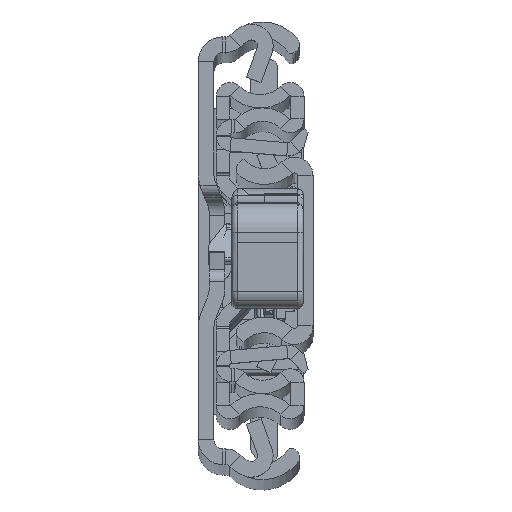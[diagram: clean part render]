
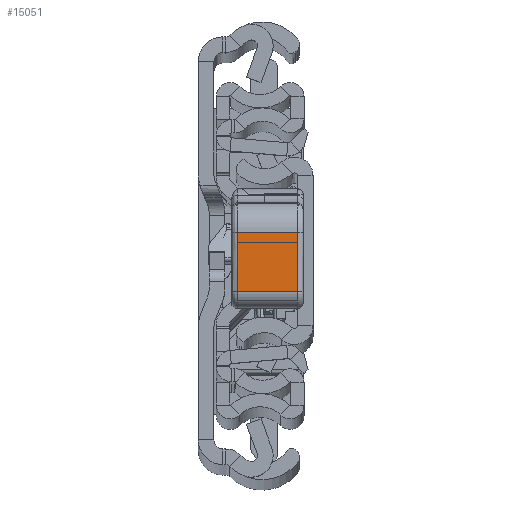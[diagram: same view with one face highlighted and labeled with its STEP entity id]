
A CAD part, top view. The second image highlights one B-rep face of the part: STEP entity #15051.
In plain terms, the highlighted face is planar.
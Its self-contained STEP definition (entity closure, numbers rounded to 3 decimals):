
#1123 = EDGE_LOOP ( 'NONE', ( #13981, #11237, #23396, #20268 ) ) ;
#1536 = LINE ( 'NONE', #20717, #28466 ) ;
#2424 = EDGE_CURVE ( 'NONE', #9423, #20888, #25719, .T. ) ;
#3277 = CARTESIAN_POINT ( 'NONE',  ( 39.55, -12.274, 0. ) ) ;
#4117 = VERTEX_POINT ( 'NONE', #15328 ) ;
#4275 = DIRECTION ( 'NONE',  ( 0., 0., -1. ) ) ;
#4799 = EDGE_CURVE ( 'NONE', #4117, #25318, #33700, .T. ) ;
#6439 = CARTESIAN_POINT ( 'NONE',  ( 39.55, -12.274, 11. ) ) ;
#8663 = LINE ( 'NONE', #3277, #10558 ) ;
#9396 = CARTESIAN_POINT ( 'NONE',  ( 39.818, -2.465, 11. ) ) ;
#9423 = VERTEX_POINT ( 'NONE', #28212 ) ;
#10558 = VECTOR ( 'NONE', #11550, 1000. ) ;
#11237 = ORIENTED_EDGE ( 'NONE', *, *, #19350, .T. ) ;
#11550 = DIRECTION ( 'NONE',  ( 0.027, 1., 0. ) ) ;
#11748 = PLANE ( 'NONE',  #13267 ) ;
#13267 = AXIS2_PLACEMENT_3D ( 'NONE', #30736, #22492, #22663 ) ;
#13981 = ORIENTED_EDGE ( 'NONE', *, *, #4799, .T. ) ;
#15051 = ADVANCED_FACE ( 'NONE', ( #30559 ), #11748, .F. ) ;
#15328 = CARTESIAN_POINT ( 'NONE',  ( 39.55, -12.274, 10. ) ) ;
#15535 = DIRECTION ( 'NONE',  ( -0.027, -1., 0. ) ) ;
#19350 = EDGE_CURVE ( 'NONE', #25318, #9423, #8663, .T. ) ;
#20268 = ORIENTED_EDGE ( 'NONE', *, *, #28040, .T. ) ;
#20717 = CARTESIAN_POINT ( 'NONE',  ( 39.55, -12.274, 10. ) ) ;
#20888 = VERTEX_POINT ( 'NONE', #33542 ) ;
#22492 = DIRECTION ( 'NONE',  ( -1., 0.027, 0. ) ) ;
#22663 = DIRECTION ( 'NONE',  ( -0.027, -1., 0. ) ) ;
#23396 = ORIENTED_EDGE ( 'NONE', *, *, #2424, .T. ) ;
#25318 = VERTEX_POINT ( 'NONE', #26398 ) ;
#25719 = LINE ( 'NONE', #9396, #34932 ) ;
#26398 = CARTESIAN_POINT ( 'NONE',  ( 39.55, -12.274, 0. ) ) ;
#28040 = EDGE_CURVE ( 'NONE', #20888, #4117, #1536, .T. ) ;
#28212 = CARTESIAN_POINT ( 'NONE',  ( 39.818, -2.465, 0. ) ) ;
#28228 = VECTOR ( 'NONE', #4275, 1000. ) ;
#28466 = VECTOR ( 'NONE', #15535, 1000. ) ;
#30559 = FACE_OUTER_BOUND ( 'NONE', #1123, .T. ) ;
#30736 = CARTESIAN_POINT ( 'NONE',  ( 39.55, -12.274, 11. ) ) ;
#31244 = DIRECTION ( 'NONE',  ( 0., 0., 1. ) ) ;
#33542 = CARTESIAN_POINT ( 'NONE',  ( 39.818, -2.465, 10. ) ) ;
#33700 = LINE ( 'NONE', #6439, #28228 ) ;
#34932 = VECTOR ( 'NONE', #31244, 1000. ) ;
